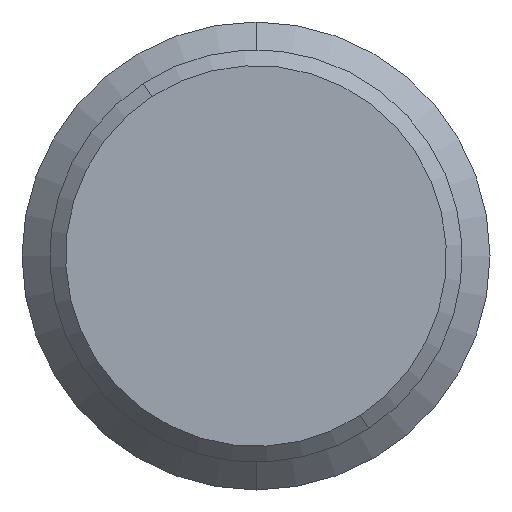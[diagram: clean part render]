
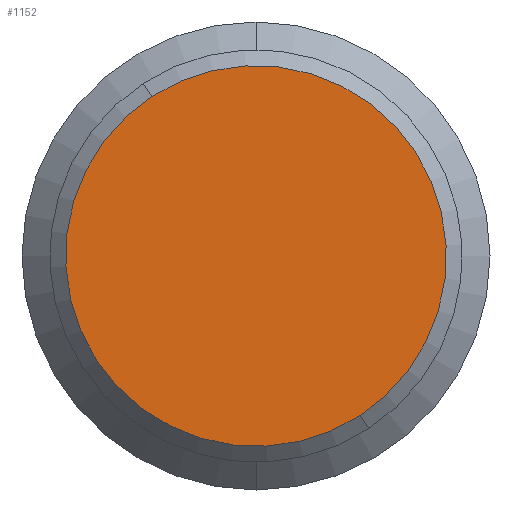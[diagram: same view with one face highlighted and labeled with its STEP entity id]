
A CAD part, front view. The second image highlights one B-rep face of the part: STEP entity #1152.
In plain terms, the highlighted face is planar.
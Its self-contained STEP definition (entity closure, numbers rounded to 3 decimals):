
#11 = AXIS2_PLACEMENT_3D ( 'NONE', #24, #23, #22 ) ;
#12 = CIRCLE ( 'NONE', #11, 12. ) ;
#22 = DIRECTION ( 'NONE',  ( 0., 0., 1. ) ) ;
#23 = DIRECTION ( 'NONE',  ( 0., 1., 0. ) ) ;
#24 = CARTESIAN_POINT ( 'NONE',  ( 0., 12.3, 0. ) ) ;
#81 = AXIS2_PLACEMENT_3D ( 'NONE', #87, #86, #85 ) ;
#83 = PLANE ( 'NONE',  #81 ) ;
#84 = FACE_OUTER_BOUND ( 'NONE', #1116, .T. ) ;
#85 = DIRECTION ( 'NONE',  ( 0., 0., 1. ) ) ;
#86 = DIRECTION ( 'NONE',  ( 0., 1., 0. ) ) ;
#87 = CARTESIAN_POINT ( 'NONE',  ( 0., 12.3, 0. ) ) ;
#979 = EDGE_CURVE ( 'NONE', #980, #981, #1680, .T. ) ;
#980 = VERTEX_POINT ( 'NONE', #1660 ) ;
#981 = VERTEX_POINT ( 'NONE', #1659 ) ;
#1116 = EDGE_LOOP ( 'NONE', ( #1117, #1150 ) ) ;
#1117 = ORIENTED_EDGE ( 'NONE', *, *, #1118, .T. ) ;
#1118 = EDGE_CURVE ( 'NONE', #981, #980, #12, .T. ) ;
#1150 = ORIENTED_EDGE ( 'NONE', *, *, #979, .T. ) ;
#1152 = ADVANCED_FACE ( 'NONE', ( #84 ), #83, .T. ) ;
#1659 = CARTESIAN_POINT ( 'NONE',  ( 0., 12.3, -12. ) ) ;
#1660 = CARTESIAN_POINT ( 'NONE',  ( 0., 12.3, 12. ) ) ;
#1661 = DIRECTION ( 'NONE',  ( 0., 0., 1. ) ) ;
#1678 = DIRECTION ( 'NONE',  ( 0., 1., 0. ) ) ;
#1679 = AXIS2_PLACEMENT_3D ( 'NONE', #1700, #1678, #1661 ) ;
#1680 = CIRCLE ( 'NONE', #1679, 12. ) ;
#1700 = CARTESIAN_POINT ( 'NONE',  ( 0., 12.3, 0. ) ) ;
